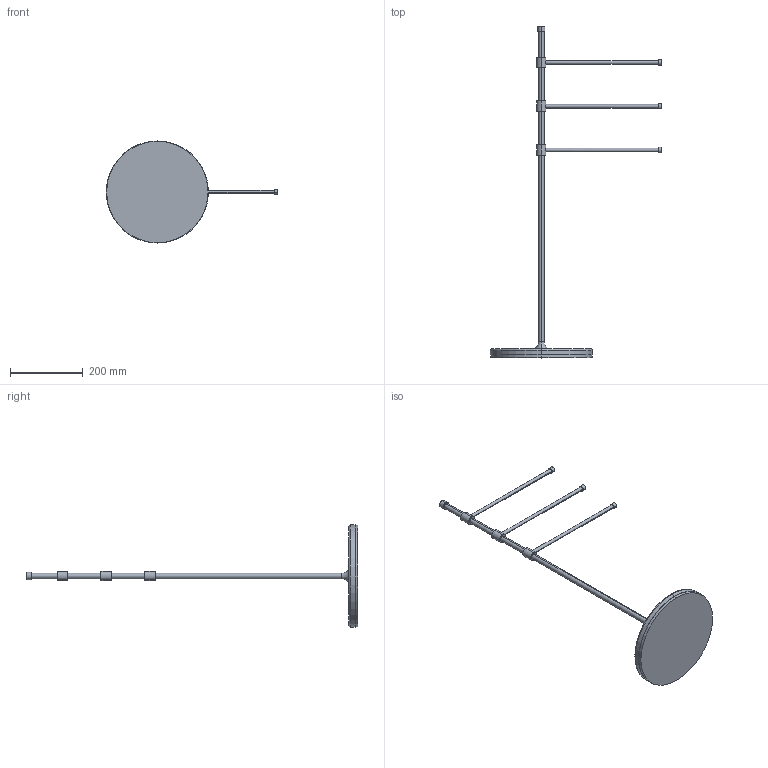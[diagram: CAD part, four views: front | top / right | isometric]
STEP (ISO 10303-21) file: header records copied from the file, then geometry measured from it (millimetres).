
FILE_DESCRIPTION (( 'STEP AP203' ), '1' );
FILE_NAME ('18346 - WEGA.STEP', '2013-04-06T10:17:24', ( '' ), ( '' ), 'SwSTEP 2.0', 'SolidWorks 2012', '' );
FILE_SCHEMA (( 'CONFIG_CONTROL_DESIGN' ));
Length unit declared in the file: millimetre
Products named in the file (3): TS-02 - ramiê; TS-02 - stojak; 18346 - WEGA
Assembly tree (4 placements, depth 2):
  18346 - WEGA
    TS-02 - stojak
    TS-02 - ramiê  x3
Bounding box: 470 x 910 x 280 mm (x, y, z)
Volume: 1796719.7 mm3; surface area: 229547.7 mm2
Topology: 4 solids, 4 shells, 56 faces, 110 edges, 72 vertices
Faces by surface type: cylinder 34, plane 18, torus 4
Entity records: 1279 total; most frequent: CARTESIAN_POINT 215, DIRECTION 180, ORIENTED_EDGE 124, AXIS2_PLACEMENT_3D 81, EDGE_CURVE 62, CIRCLE 42, VERTEX_POINT 40, EDGE_LOOP 40
